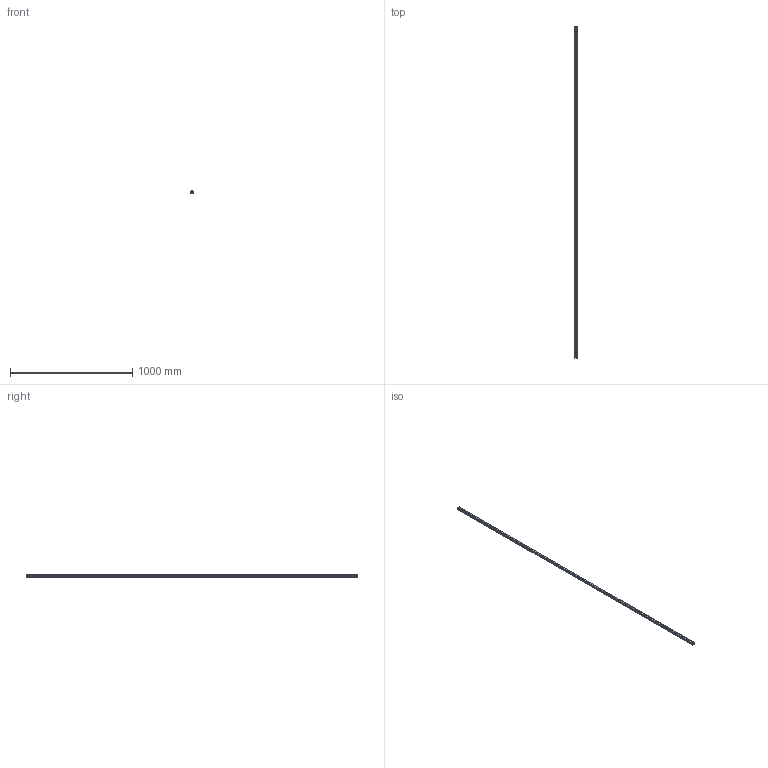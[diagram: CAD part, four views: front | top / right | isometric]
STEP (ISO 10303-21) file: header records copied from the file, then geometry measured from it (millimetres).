
FILE_DESCRIPTION(('STEP AP214'),'1');
FILE_NAME('cctmp_0DC63172-0A59-4CF6-AF3D-55EAA821891C_2020_5_18_11_23_25_573..stp','2020-05-18T09:23:25',('HIWIN GmbH'),('CADClick - www.CADClick.com'),'Spatial InterOp 3D',' ','unknown authorization');
FILE_SCHEMA(('AUTOMOTIVE_DESIGN'));
Length unit declared in the file: millimetre
Products named in the file (1): HGR20R2720H_FILE
Bounding box: 20 x 2720 x 17.5 mm (x, y, z)
Volume: 777090.7 mm3; surface area: 231023.6 mm2
Topology: 1 solids, 1 shells, 521 faces, 1131 edges, 754 vertices
Faces by surface type: cylinder 298, plane 223
Entity records: 18673 total; most frequent: DIRECTION 2771, CARTESIAN_POINT 2407, ORIENTED_EDGE 2262, EDGE_CURVE 1131, AXIS2_PLACEMENT_3D 1118, VERTEX_POINT 754, EDGE_LOOP 663, CIRCLE 596
